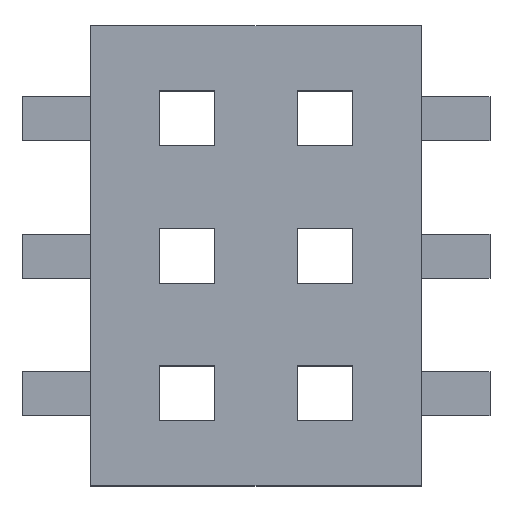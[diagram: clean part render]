
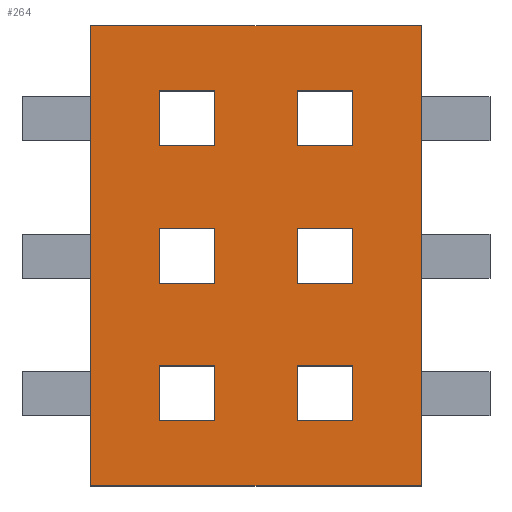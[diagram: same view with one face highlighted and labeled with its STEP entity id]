
A CAD part, top view. The second image highlights one B-rep face of the part: STEP entity #264.
In plain terms, the highlighted planar face has unit normal (0, 0, 1).
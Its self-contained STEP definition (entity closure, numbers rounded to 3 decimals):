
#40 = VERTEX_POINT('',#41);
#41 = CARTESIAN_POINT('',(1.524,-2.121,2.286));
#47 = EDGE_CURVE('',#48,#40,#50,.T.);
#48 = VERTEX_POINT('',#49);
#49 = CARTESIAN_POINT('',(-1.524,-2.121,2.286));
#50 = LINE('',#51,#52);
#51 = CARTESIAN_POINT('',(-1.524,-2.121,2.286));
#52 = VECTOR('',#53,1.);
#53 = DIRECTION('',(1.,0.,0.));
#198 = EDGE_CURVE('',#40,#199,#201,.T.);
#199 = VERTEX_POINT('',#200);
#200 = CARTESIAN_POINT('',(1.524,2.121,2.286));
#201 = LINE('',#202,#203);
#202 = CARTESIAN_POINT('',(1.524,-2.121,2.286));
#203 = VECTOR('',#204,1.);
#204 = DIRECTION('',(0.,1.,0.));
#264 = ADVANCED_FACE('',(#265,#299,#333,#367,#401,#435,#469),#487,.T.);
#265 = FACE_BOUND('',#266,.T.);
#266 = EDGE_LOOP('',(#267,#277,#285,#293));
#267 = ORIENTED_EDGE('',*,*,#268,.F.);
#268 = EDGE_CURVE('',#269,#271,#273,.T.);
#269 = VERTEX_POINT('',#270);
#270 = CARTESIAN_POINT('',(0.381,-1.016,2.286));
#271 = VERTEX_POINT('',#272);
#272 = CARTESIAN_POINT('',(0.381,-1.524,2.286));
#273 = LINE('',#274,#275);
#274 = CARTESIAN_POINT('',(0.381,-1.016,2.286));
#275 = VECTOR('',#276,1.);
#276 = DIRECTION('',(0.,-1.,0.));
#277 = ORIENTED_EDGE('',*,*,#278,.F.);
#278 = EDGE_CURVE('',#279,#269,#281,.T.);
#279 = VERTEX_POINT('',#280);
#280 = CARTESIAN_POINT('',(0.889,-1.016,2.286));
#281 = LINE('',#282,#283);
#282 = CARTESIAN_POINT('',(0.889,-1.016,2.286));
#283 = VECTOR('',#284,1.);
#284 = DIRECTION('',(-1.,0.,0.));
#285 = ORIENTED_EDGE('',*,*,#286,.F.);
#286 = EDGE_CURVE('',#287,#279,#289,.T.);
#287 = VERTEX_POINT('',#288);
#288 = CARTESIAN_POINT('',(0.889,-1.524,2.286));
#289 = LINE('',#290,#291);
#290 = CARTESIAN_POINT('',(0.889,-1.524,2.286));
#291 = VECTOR('',#292,1.);
#292 = DIRECTION('',(0.,1.,0.));
#293 = ORIENTED_EDGE('',*,*,#294,.F.);
#294 = EDGE_CURVE('',#271,#287,#295,.T.);
#295 = LINE('',#296,#297);
#296 = CARTESIAN_POINT('',(0.381,-1.524,2.286));
#297 = VECTOR('',#298,1.);
#298 = DIRECTION('',(1.,0.,0.));
#299 = FACE_BOUND('',#300,.T.);
#300 = EDGE_LOOP('',(#301,#311,#319,#327));
#301 = ORIENTED_EDGE('',*,*,#302,.F.);
#302 = EDGE_CURVE('',#303,#305,#307,.T.);
#303 = VERTEX_POINT('',#304);
#304 = CARTESIAN_POINT('',(-0.889,-1.016,2.286));
#305 = VERTEX_POINT('',#306);
#306 = CARTESIAN_POINT('',(-0.889,-1.524,2.286));
#307 = LINE('',#308,#309);
#308 = CARTESIAN_POINT('',(-0.889,-1.016,2.286));
#309 = VECTOR('',#310,1.);
#310 = DIRECTION('',(0.,-1.,0.));
#311 = ORIENTED_EDGE('',*,*,#312,.F.);
#312 = EDGE_CURVE('',#313,#303,#315,.T.);
#313 = VERTEX_POINT('',#314);
#314 = CARTESIAN_POINT('',(-0.381,-1.016,2.286));
#315 = LINE('',#316,#317);
#316 = CARTESIAN_POINT('',(-0.381,-1.016,2.286));
#317 = VECTOR('',#318,1.);
#318 = DIRECTION('',(-1.,0.,0.));
#319 = ORIENTED_EDGE('',*,*,#320,.F.);
#320 = EDGE_CURVE('',#321,#313,#323,.T.);
#321 = VERTEX_POINT('',#322);
#322 = CARTESIAN_POINT('',(-0.381,-1.524,2.286));
#323 = LINE('',#324,#325);
#324 = CARTESIAN_POINT('',(-0.381,-1.524,2.286));
#325 = VECTOR('',#326,1.);
#326 = DIRECTION('',(0.,1.,0.));
#327 = ORIENTED_EDGE('',*,*,#328,.F.);
#328 = EDGE_CURVE('',#305,#321,#329,.T.);
#329 = LINE('',#330,#331);
#330 = CARTESIAN_POINT('',(-0.889,-1.524,2.286));
#331 = VECTOR('',#332,1.);
#332 = DIRECTION('',(1.,0.,0.));
#333 = FACE_BOUND('',#334,.T.);
#334 = EDGE_LOOP('',(#335,#345,#353,#361));
#335 = ORIENTED_EDGE('',*,*,#336,.F.);
#336 = EDGE_CURVE('',#337,#339,#341,.T.);
#337 = VERTEX_POINT('',#338);
#338 = CARTESIAN_POINT('',(0.381,0.254,2.286));
#339 = VERTEX_POINT('',#340);
#340 = CARTESIAN_POINT('',(0.381,-0.254,2.286));
#341 = LINE('',#342,#343);
#342 = CARTESIAN_POINT('',(0.381,0.254,2.286));
#343 = VECTOR('',#344,1.);
#344 = DIRECTION('',(0.,-1.,0.));
#345 = ORIENTED_EDGE('',*,*,#346,.F.);
#346 = EDGE_CURVE('',#347,#337,#349,.T.);
#347 = VERTEX_POINT('',#348);
#348 = CARTESIAN_POINT('',(0.889,0.254,2.286));
#349 = LINE('',#350,#351);
#350 = CARTESIAN_POINT('',(0.889,0.254,2.286));
#351 = VECTOR('',#352,1.);
#352 = DIRECTION('',(-1.,0.,0.));
#353 = ORIENTED_EDGE('',*,*,#354,.F.);
#354 = EDGE_CURVE('',#355,#347,#357,.T.);
#355 = VERTEX_POINT('',#356);
#356 = CARTESIAN_POINT('',(0.889,-0.254,2.286));
#357 = LINE('',#358,#359);
#358 = CARTESIAN_POINT('',(0.889,-0.254,2.286));
#359 = VECTOR('',#360,1.);
#360 = DIRECTION('',(0.,1.,0.));
#361 = ORIENTED_EDGE('',*,*,#362,.F.);
#362 = EDGE_CURVE('',#339,#355,#363,.T.);
#363 = LINE('',#364,#365);
#364 = CARTESIAN_POINT('',(0.381,-0.254,2.286));
#365 = VECTOR('',#366,1.);
#366 = DIRECTION('',(1.,0.,0.));
#367 = FACE_BOUND('',#368,.T.);
#368 = EDGE_LOOP('',(#369,#379,#387,#395));
#369 = ORIENTED_EDGE('',*,*,#370,.F.);
#370 = EDGE_CURVE('',#371,#373,#375,.T.);
#371 = VERTEX_POINT('',#372);
#372 = CARTESIAN_POINT('',(-0.889,0.254,2.286));
#373 = VERTEX_POINT('',#374);
#374 = CARTESIAN_POINT('',(-0.889,-0.254,2.286));
#375 = LINE('',#376,#377);
#376 = CARTESIAN_POINT('',(-0.889,0.254,2.286));
#377 = VECTOR('',#378,1.);
#378 = DIRECTION('',(0.,-1.,0.));
#379 = ORIENTED_EDGE('',*,*,#380,.F.);
#380 = EDGE_CURVE('',#381,#371,#383,.T.);
#381 = VERTEX_POINT('',#382);
#382 = CARTESIAN_POINT('',(-0.381,0.254,2.286));
#383 = LINE('',#384,#385);
#384 = CARTESIAN_POINT('',(-0.381,0.254,2.286));
#385 = VECTOR('',#386,1.);
#386 = DIRECTION('',(-1.,0.,0.));
#387 = ORIENTED_EDGE('',*,*,#388,.F.);
#388 = EDGE_CURVE('',#389,#381,#391,.T.);
#389 = VERTEX_POINT('',#390);
#390 = CARTESIAN_POINT('',(-0.381,-0.254,2.286));
#391 = LINE('',#392,#393);
#392 = CARTESIAN_POINT('',(-0.381,-0.254,2.286));
#393 = VECTOR('',#394,1.);
#394 = DIRECTION('',(0.,1.,0.));
#395 = ORIENTED_EDGE('',*,*,#396,.F.);
#396 = EDGE_CURVE('',#373,#389,#397,.T.);
#397 = LINE('',#398,#399);
#398 = CARTESIAN_POINT('',(-0.889,-0.254,2.286));
#399 = VECTOR('',#400,1.);
#400 = DIRECTION('',(1.,0.,0.));
#401 = FACE_BOUND('',#402,.T.);
#402 = EDGE_LOOP('',(#403,#413,#421,#429));
#403 = ORIENTED_EDGE('',*,*,#404,.F.);
#404 = EDGE_CURVE('',#405,#407,#409,.T.);
#405 = VERTEX_POINT('',#406);
#406 = CARTESIAN_POINT('',(0.381,1.524,2.286));
#407 = VERTEX_POINT('',#408);
#408 = CARTESIAN_POINT('',(0.381,1.016,2.286));
#409 = LINE('',#410,#411);
#410 = CARTESIAN_POINT('',(0.381,1.524,2.286));
#411 = VECTOR('',#412,1.);
#412 = DIRECTION('',(0.,-1.,0.));
#413 = ORIENTED_EDGE('',*,*,#414,.F.);
#414 = EDGE_CURVE('',#415,#405,#417,.T.);
#415 = VERTEX_POINT('',#416);
#416 = CARTESIAN_POINT('',(0.889,1.524,2.286));
#417 = LINE('',#418,#419);
#418 = CARTESIAN_POINT('',(0.889,1.524,2.286));
#419 = VECTOR('',#420,1.);
#420 = DIRECTION('',(-1.,0.,0.));
#421 = ORIENTED_EDGE('',*,*,#422,.F.);
#422 = EDGE_CURVE('',#423,#415,#425,.T.);
#423 = VERTEX_POINT('',#424);
#424 = CARTESIAN_POINT('',(0.889,1.016,2.286));
#425 = LINE('',#426,#427);
#426 = CARTESIAN_POINT('',(0.889,1.016,2.286));
#427 = VECTOR('',#428,1.);
#428 = DIRECTION('',(0.,1.,0.));
#429 = ORIENTED_EDGE('',*,*,#430,.F.);
#430 = EDGE_CURVE('',#407,#423,#431,.T.);
#431 = LINE('',#432,#433);
#432 = CARTESIAN_POINT('',(0.381,1.016,2.286));
#433 = VECTOR('',#434,1.);
#434 = DIRECTION('',(1.,0.,0.));
#435 = FACE_BOUND('',#436,.T.);
#436 = EDGE_LOOP('',(#437,#447,#455,#463));
#437 = ORIENTED_EDGE('',*,*,#438,.F.);
#438 = EDGE_CURVE('',#439,#441,#443,.T.);
#439 = VERTEX_POINT('',#440);
#440 = CARTESIAN_POINT('',(-0.889,1.524,2.286));
#441 = VERTEX_POINT('',#442);
#442 = CARTESIAN_POINT('',(-0.889,1.016,2.286));
#443 = LINE('',#444,#445);
#444 = CARTESIAN_POINT('',(-0.889,1.524,2.286));
#445 = VECTOR('',#446,1.);
#446 = DIRECTION('',(0.,-1.,0.));
#447 = ORIENTED_EDGE('',*,*,#448,.F.);
#448 = EDGE_CURVE('',#449,#439,#451,.T.);
#449 = VERTEX_POINT('',#450);
#450 = CARTESIAN_POINT('',(-0.381,1.524,2.286));
#451 = LINE('',#452,#453);
#452 = CARTESIAN_POINT('',(-0.381,1.524,2.286));
#453 = VECTOR('',#454,1.);
#454 = DIRECTION('',(-1.,0.,0.));
#455 = ORIENTED_EDGE('',*,*,#456,.F.);
#456 = EDGE_CURVE('',#457,#449,#459,.T.);
#457 = VERTEX_POINT('',#458);
#458 = CARTESIAN_POINT('',(-0.381,1.016,2.286));
#459 = LINE('',#460,#461);
#460 = CARTESIAN_POINT('',(-0.381,1.016,2.286));
#461 = VECTOR('',#462,1.);
#462 = DIRECTION('',(0.,1.,0.));
#463 = ORIENTED_EDGE('',*,*,#464,.F.);
#464 = EDGE_CURVE('',#441,#457,#465,.T.);
#465 = LINE('',#466,#467);
#466 = CARTESIAN_POINT('',(-0.889,1.016,2.286));
#467 = VECTOR('',#468,1.);
#468 = DIRECTION('',(1.,0.,0.));
#469 = FACE_BOUND('',#470,.T.);
#470 = EDGE_LOOP('',(#471,#479,#480,#481));
#471 = ORIENTED_EDGE('',*,*,#472,.T.);
#472 = EDGE_CURVE('',#473,#48,#475,.T.);
#473 = VERTEX_POINT('',#474);
#474 = CARTESIAN_POINT('',(-1.524,2.121,2.286));
#475 = LINE('',#476,#477);
#476 = CARTESIAN_POINT('',(-1.524,2.121,2.286));
#477 = VECTOR('',#478,1.);
#478 = DIRECTION('',(0.,-1.,0.));
#479 = ORIENTED_EDGE('',*,*,#47,.T.);
#480 = ORIENTED_EDGE('',*,*,#198,.T.);
#481 = ORIENTED_EDGE('',*,*,#482,.T.);
#482 = EDGE_CURVE('',#199,#473,#483,.T.);
#483 = LINE('',#484,#485);
#484 = CARTESIAN_POINT('',(1.524,2.121,2.286));
#485 = VECTOR('',#486,1.);
#486 = DIRECTION('',(-1.,0.,0.));
#487 = PLANE('',#488);
#488 = AXIS2_PLACEMENT_3D('',#489,#490,#491);
#489 = CARTESIAN_POINT('',(0.,-2.121,2.286));
#490 = DIRECTION('',(0.,0.,1.));
#491 = DIRECTION('',(1.,0.,0.));
